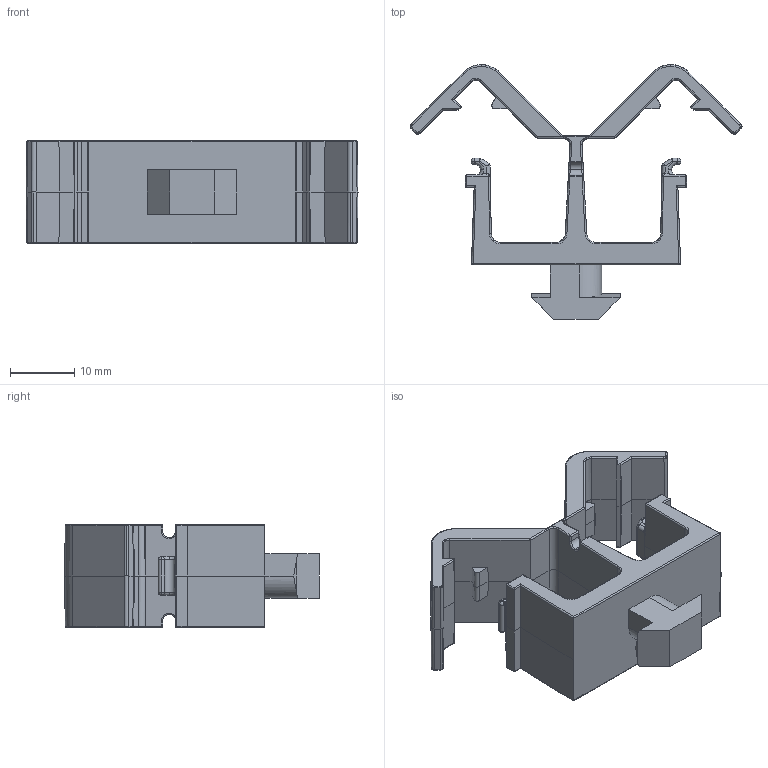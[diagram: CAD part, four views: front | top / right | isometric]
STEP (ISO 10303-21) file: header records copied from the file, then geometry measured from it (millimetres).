
FILE_DESCRIPTION (( 'STEP AP214' ), '1' );
FILE_NAME ('093402n08.STEP', '2014-08-19T09:56:31', ( '' ), ( '' ), 'SwSTEP 2.0', 'SolidWorks 2014', '' );
FILE_SCHEMA (( 'AUTOMOTIVE_DESIGN' ));
Length unit declared in the file: millimetre
Products named in the file (1): 093402n08
Bounding box: 51.73 x 39.7 x 16 mm (x, y, z)
Volume: 6560.2 mm3; surface area: 5633.1 mm2
Topology: 1 solids, 1 shells, 435 faces, 1027 edges, 575 vertices
Faces by surface type: cylinder 183, plane 128, bspline 82, sphere 30, torus 8, cone 4
Entity records: 12981 total; most frequent: CARTESIAN_POINT 4182, ORIENTED_EDGE 2014, DIRECTION 1668, EDGE_CURVE 1007, AXIS2_PLACEMENT_3D 583, VERTEX_POINT 575, LINE 502, VECTOR 502
